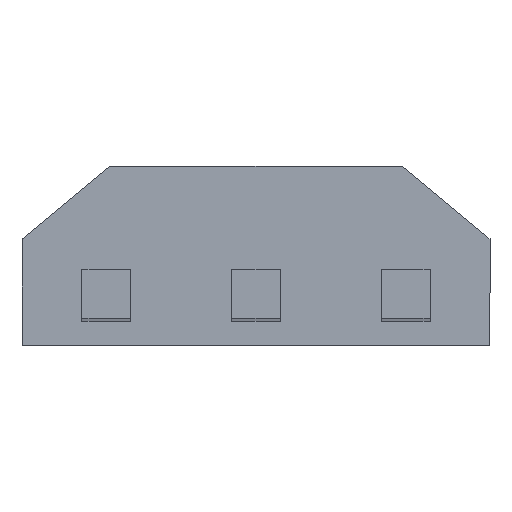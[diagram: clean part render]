
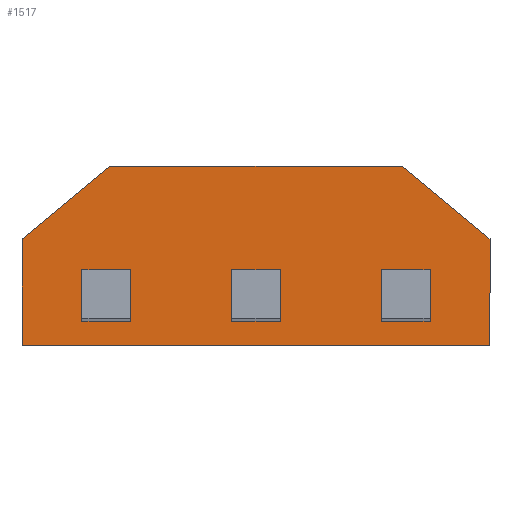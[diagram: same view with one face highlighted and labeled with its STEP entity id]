
A CAD part, top view. The second image highlights one B-rep face of the part: STEP entity #1517.
In plain terms, the highlighted planar face has unit normal (0, 0, 1).
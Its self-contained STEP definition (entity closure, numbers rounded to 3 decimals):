
#232 = EDGE_CURVE ( 'NONE', #9202, #356, #6865, .T. ) ;
#293 = LINE ( 'NONE', #7476, #9113 ) ;
#335 = DIRECTION ( 'NONE',  ( -0.77, 0.638, 0. ) ) ;
#356 = VERTEX_POINT ( 'NONE', #7420 ) ;
#477 = DIRECTION ( 'NONE',  ( 0., -1., 0. ) ) ;
#527 = CARTESIAN_POINT ( 'NONE',  ( -2.03, -0.775, 1.53 ) ) ;
#546 = EDGE_LOOP ( 'NONE', ( #6328, #2307, #9046, #724 ) ) ;
#633 = VECTOR ( 'NONE', #7655, 1000. ) ;
#668 = CARTESIAN_POINT ( 'NONE',  ( 0.21, -0.149, 1.53 ) ) ;
#686 = DIRECTION ( 'NONE',  ( 1., 0., 0. ) ) ;
#724 = ORIENTED_EDGE ( 'NONE', *, *, #232, .F. ) ;
#732 = LINE ( 'NONE', #3939, #2580 ) ;
#734 = DIRECTION ( 'NONE',  ( -1., 0., 0. ) ) ;
#775 = EDGE_CURVE ( 'NONE', #1363, #5984, #3649, .T. ) ;
#790 = CARTESIAN_POINT ( 'NONE',  ( -1.51, -0.569, 1.53 ) ) ;
#794 = ORIENTED_EDGE ( 'NONE', *, *, #4277, .F. ) ;
#800 = FACE_OUTER_BOUND ( 'NONE', #1867, .T. ) ;
#902 = CARTESIAN_POINT ( 'NONE',  ( -1.51, -0.569, 1.53 ) ) ;
#1087 = VERTEX_POINT ( 'NONE', #6027 ) ;
#1363 = VERTEX_POINT ( 'NONE', #8400 ) ;
#1418 = VECTOR ( 'NONE', #5610, 1000. ) ;
#1517 = ADVANCED_FACE ( 'NONE', ( #800, #2498, #3269, #7977 ), #9638, .T. ) ;
#1568 = CARTESIAN_POINT ( 'NONE',  ( 1.09, -0.149, 1.53 ) ) ;
#1640 = CARTESIAN_POINT ( 'NONE',  ( -1.09, -0.149, 1.53 ) ) ;
#1702 = ORIENTED_EDGE ( 'NONE', *, *, #2198, .T. ) ;
#1727 = VECTOR ( 'NONE', #8721, 1000. ) ;
#1733 = AXIS2_PLACEMENT_3D ( 'NONE', #2544, #7339, #5711 ) ;
#1812 = VERTEX_POINT ( 'NONE', #1964 ) ;
#1867 = EDGE_LOOP ( 'NONE', ( #9365, #2422, #3714, #9855, #7833, #1702 ) ) ;
#1964 = CARTESIAN_POINT ( 'NONE',  ( -1.27, 0.775, 1.53 ) ) ;
#2056 = VECTOR ( 'NONE', #2184, 1000. ) ;
#2157 = VERTEX_POINT ( 'NONE', #3248 ) ;
#2184 = DIRECTION ( 'NONE',  ( 0., 1., 0. ) ) ;
#2198 = EDGE_CURVE ( 'NONE', #9707, #1812, #3828, .T. ) ;
#2254 = CARTESIAN_POINT ( 'NONE',  ( 1.51, -0.149, 1.53 ) ) ;
#2307 = ORIENTED_EDGE ( 'NONE', *, *, #6732, .F. ) ;
#2397 = VECTOR ( 'NONE', #4723, 1000. ) ;
#2422 = ORIENTED_EDGE ( 'NONE', *, *, #9207, .T. ) ;
#2487 = LINE ( 'NONE', #790, #7383 ) ;
#2498 = FACE_BOUND ( 'NONE', #5369, .T. ) ;
#2544 = CARTESIAN_POINT ( 'NONE',  ( 0., 0., 1.53 ) ) ;
#2580 = VECTOR ( 'NONE', #7122, 1000. ) ;
#2696 = LINE ( 'NONE', #7549, #7584 ) ;
#2734 = VECTOR ( 'NONE', #6339, 1000. ) ;
#2786 = ORIENTED_EDGE ( 'NONE', *, *, #775, .F. ) ;
#2888 = CARTESIAN_POINT ( 'NONE',  ( 0.21, -0.569, 1.53 ) ) ;
#2890 = ORIENTED_EDGE ( 'NONE', *, *, #8681, .F. ) ;
#3160 = CARTESIAN_POINT ( 'NONE',  ( 2.03, 0.145, 1.53 ) ) ;
#3169 = DIRECTION ( 'NONE',  ( -0.77, -0.638, 0. ) ) ;
#3225 = VECTOR ( 'NONE', #734, 1000. ) ;
#3248 = CARTESIAN_POINT ( 'NONE',  ( -0.21, -0.149, 1.53 ) ) ;
#3269 = FACE_BOUND ( 'NONE', #546, .T. ) ;
#3334 = EDGE_CURVE ( 'NONE', #356, #7109, #9032, .T. ) ;
#3338 = ORIENTED_EDGE ( 'NONE', *, *, #8609, .F. ) ;
#3447 = CARTESIAN_POINT ( 'NONE',  ( -1.09, -0.569, 1.53 ) ) ;
#3553 = CARTESIAN_POINT ( 'NONE',  ( 1.51, -0.149, 1.53 ) ) ;
#3640 = LINE ( 'NONE', #6030, #5875 ) ;
#3649 = LINE ( 'NONE', #6669, #6093 ) ;
#3714 = ORIENTED_EDGE ( 'NONE', *, *, #8852, .T. ) ;
#3828 = LINE ( 'NONE', #8652, #3225 ) ;
#3867 = ORIENTED_EDGE ( 'NONE', *, *, #5930, .F. ) ;
#3873 = EDGE_CURVE ( 'NONE', #7217, #1363, #6395, .T. ) ;
#3877 = CARTESIAN_POINT ( 'NONE',  ( 1.51, -0.569, 1.53 ) ) ;
#3920 = EDGE_CURVE ( 'NONE', #1812, #9459, #8078, .T. ) ;
#3939 = CARTESIAN_POINT ( 'NONE',  ( -2.03, 0.145, 1.53 ) ) ;
#3947 = LINE ( 'NONE', #8814, #4718 ) ;
#3984 = EDGE_LOOP ( 'NONE', ( #794, #3338, #7041, #2890 ) ) ;
#4031 = EDGE_CURVE ( 'NONE', #5628, #9303, #2696, .T. ) ;
#4177 = CARTESIAN_POINT ( 'NONE',  ( 2.03, -0.775, 1.53 ) ) ;
#4277 = EDGE_CURVE ( 'NONE', #10129, #2157, #3947, .T. ) ;
#4351 = EDGE_CURVE ( 'NONE', #5765, #7217, #2487, .T. ) ;
#4434 = EDGE_CURVE ( 'NONE', #9264, #7690, #10288, .T. ) ;
#4718 = VECTOR ( 'NONE', #5545, 1000. ) ;
#4723 = DIRECTION ( 'NONE',  ( 1., 0., 0. ) ) ;
#4903 = VECTOR ( 'NONE', #3169, 1000. ) ;
#5328 = ORIENTED_EDGE ( 'NONE', *, *, #3873, .F. ) ;
#5369 = EDGE_LOOP ( 'NONE', ( #2786, #5328, #9218, #3867 ) ) ;
#5545 = DIRECTION ( 'NONE',  ( -1., 0., 0. ) ) ;
#5610 = DIRECTION ( 'NONE',  ( 0., 1., 0. ) ) ;
#5628 = VERTEX_POINT ( 'NONE', #8038 ) ;
#5708 = VECTOR ( 'NONE', #335, 1000. ) ;
#5711 = DIRECTION ( 'NONE',  ( 1., 0., 0. ) ) ;
#5765 = VERTEX_POINT ( 'NONE', #902 ) ;
#5867 = DIRECTION ( 'NONE',  ( 1., 0., 0. ) ) ;
#5875 = VECTOR ( 'NONE', #477, 1000. ) ;
#5930 = EDGE_CURVE ( 'NONE', #5984, #5765, #6079, .T. ) ;
#5984 = VERTEX_POINT ( 'NONE', #9721 ) ;
#5993 = LINE ( 'NONE', #9245, #5708 ) ;
#6027 = CARTESIAN_POINT ( 'NONE',  ( -2.03, -0.775, 1.53 ) ) ;
#6030 = CARTESIAN_POINT ( 'NONE',  ( -0.21, -0.149, 1.53 ) ) ;
#6079 = LINE ( 'NONE', #8545, #8936 ) ;
#6093 = VECTOR ( 'NONE', #6777, 1000. ) ;
#6135 = DIRECTION ( 'NONE',  ( 0., -1., 0. ) ) ;
#6328 = ORIENTED_EDGE ( 'NONE', *, *, #7131, .F. ) ;
#6329 = CARTESIAN_POINT ( 'NONE',  ( 1.09, -0.149, 1.53 ) ) ;
#6339 = DIRECTION ( 'NONE',  ( 0., 1., 0. ) ) ;
#6395 = LINE ( 'NONE', #1640, #1727 ) ;
#6669 = CARTESIAN_POINT ( 'NONE',  ( -1.51, -0.149, 1.53 ) ) ;
#6732 = EDGE_CURVE ( 'NONE', #7109, #8093, #8822, .T. ) ;
#6777 = DIRECTION ( 'NONE',  ( -1., 0., 0. ) ) ;
#6865 = LINE ( 'NONE', #1568, #633 ) ;
#6900 = VECTOR ( 'NONE', #8832, 1000. ) ;
#7041 = ORIENTED_EDGE ( 'NONE', *, *, #4031, .F. ) ;
#7109 = VERTEX_POINT ( 'NONE', #3877 ) ;
#7122 = DIRECTION ( 'NONE',  ( 0., -1., 0. ) ) ;
#7131 = EDGE_CURVE ( 'NONE', #8093, #9202, #293, .T. ) ;
#7217 = VERTEX_POINT ( 'NONE', #3447 ) ;
#7315 = DIRECTION ( 'NONE',  ( -1., 0., 0. ) ) ;
#7339 = DIRECTION ( 'NONE',  ( 0., 0., 1. ) ) ;
#7383 = VECTOR ( 'NONE', #686, 1000. ) ;
#7420 = CARTESIAN_POINT ( 'NONE',  ( 1.09, -0.569, 1.53 ) ) ;
#7476 = CARTESIAN_POINT ( 'NONE',  ( 1.51, -0.149, 1.53 ) ) ;
#7549 = CARTESIAN_POINT ( 'NONE',  ( -0.21, -0.569, 1.53 ) ) ;
#7584 = VECTOR ( 'NONE', #5867, 1000. ) ;
#7609 = EDGE_CURVE ( 'NONE', #7690, #9707, #5993, .T. ) ;
#7655 = DIRECTION ( 'NONE',  ( 0., -1., 0. ) ) ;
#7664 = CARTESIAN_POINT ( 'NONE',  ( -2.03, 0.145, 1.53 ) ) ;
#7690 = VERTEX_POINT ( 'NONE', #8562 ) ;
#7708 = LINE ( 'NONE', #527, #2397 ) ;
#7782 = LINE ( 'NONE', #9345, #2056 ) ;
#7833 = ORIENTED_EDGE ( 'NONE', *, *, #7609, .T. ) ;
#7977 = FACE_BOUND ( 'NONE', #3984, .T. ) ;
#8038 = CARTESIAN_POINT ( 'NONE',  ( -0.21, -0.569, 1.53 ) ) ;
#8078 = LINE ( 'NONE', #10298, #4903 ) ;
#8093 = VERTEX_POINT ( 'NONE', #3553 ) ;
#8400 = CARTESIAN_POINT ( 'NONE',  ( -1.09, -0.149, 1.53 ) ) ;
#8545 = CARTESIAN_POINT ( 'NONE',  ( -1.51, -0.149, 1.53 ) ) ;
#8562 = CARTESIAN_POINT ( 'NONE',  ( 2.03, 0.145, 1.53 ) ) ;
#8609 = EDGE_CURVE ( 'NONE', #9303, #10129, #7782, .T. ) ;
#8652 = CARTESIAN_POINT ( 'NONE',  ( 1.27, 0.775, 1.53 ) ) ;
#8681 = EDGE_CURVE ( 'NONE', #2157, #5628, #3640, .T. ) ;
#8721 = DIRECTION ( 'NONE',  ( 0., 1., 0. ) ) ;
#8814 = CARTESIAN_POINT ( 'NONE',  ( -0.21, -0.149, 1.53 ) ) ;
#8822 = LINE ( 'NONE', #2254, #1418 ) ;
#8832 = DIRECTION ( 'NONE',  ( 1., 0., 0. ) ) ;
#8852 = EDGE_CURVE ( 'NONE', #1087, #9264, #7708, .T. ) ;
#8936 = VECTOR ( 'NONE', #6135, 1000. ) ;
#9032 = LINE ( 'NONE', #9645, #6900 ) ;
#9046 = ORIENTED_EDGE ( 'NONE', *, *, #3334, .F. ) ;
#9113 = VECTOR ( 'NONE', #7315, 1000. ) ;
#9202 = VERTEX_POINT ( 'NONE', #6329 ) ;
#9207 = EDGE_CURVE ( 'NONE', #9459, #1087, #732, .T. ) ;
#9218 = ORIENTED_EDGE ( 'NONE', *, *, #4351, .F. ) ;
#9245 = CARTESIAN_POINT ( 'NONE',  ( 1.27, 0.775, 1.53 ) ) ;
#9264 = VERTEX_POINT ( 'NONE', #4177 ) ;
#9303 = VERTEX_POINT ( 'NONE', #2888 ) ;
#9345 = CARTESIAN_POINT ( 'NONE',  ( 0.21, -0.149, 1.53 ) ) ;
#9365 = ORIENTED_EDGE ( 'NONE', *, *, #3920, .T. ) ;
#9459 = VERTEX_POINT ( 'NONE', #7664 ) ;
#9638 = PLANE ( 'NONE',  #1733 ) ;
#9645 = CARTESIAN_POINT ( 'NONE',  ( 1.51, -0.569, 1.53 ) ) ;
#9707 = VERTEX_POINT ( 'NONE', #9880 ) ;
#9721 = CARTESIAN_POINT ( 'NONE',  ( -1.51, -0.149, 1.53 ) ) ;
#9855 = ORIENTED_EDGE ( 'NONE', *, *, #4434, .T. ) ;
#9880 = CARTESIAN_POINT ( 'NONE',  ( 1.27, 0.775, 1.53 ) ) ;
#10129 = VERTEX_POINT ( 'NONE', #668 ) ;
#10288 = LINE ( 'NONE', #3160, #2734 ) ;
#10298 = CARTESIAN_POINT ( 'NONE',  ( -1.27, 0.775, 1.53 ) ) ;
